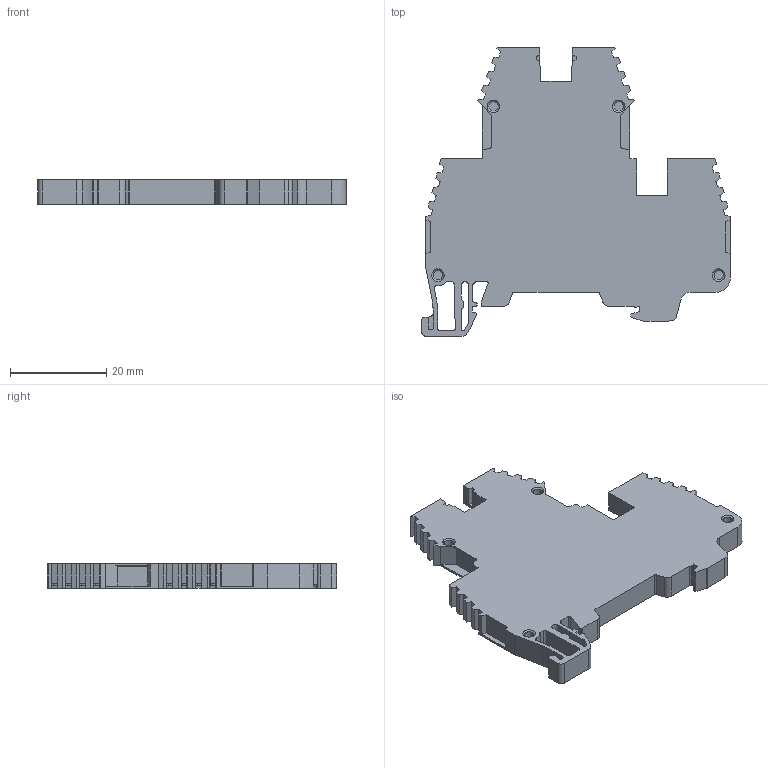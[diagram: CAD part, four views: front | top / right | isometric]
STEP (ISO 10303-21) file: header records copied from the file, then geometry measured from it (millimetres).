
FILE_DESCRIPTION (( 'STEP AP214' ), '1' );
FILE_NAME ('317100_PIK 2,5N_YE.STP', '2016-08-15T05:49:57', ( '' ), ( '' ), 'SwSTEP 2.0', 'SolidWorks 2016', '' );
FILE_SCHEMA (( 'AUTOMOTIVE_DESIGN' ));
Length unit declared in the file: millimetre
Products named in the file (1): 317100_PIK 2,5N_YE
Bounding box: 64.03 x 60 x 5 mm (x, y, z)
Volume: 11255.6 mm3; surface area: 7384.8 mm2
Topology: 1 solids, 9 shells, 539 faces, 1463 edges, 952 vertices
Faces by surface type: plane 373, cylinder 146, bspline 12, cone 8
Entity records: 19850 total; most frequent: CARTESIAN_POINT 7447, ORIENTED_EDGE 2926, DIRECTION 1963, EDGE_CURVE 1463, VERTEX_POINT 952, VECTOR 837, LINE 837, B_SPLINE_CURVE_WITH_KNOTS 589
